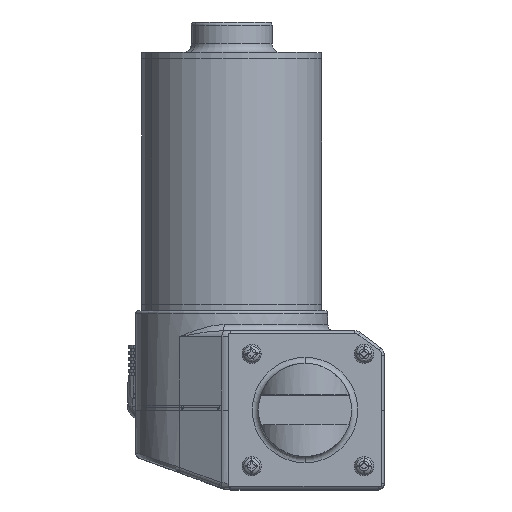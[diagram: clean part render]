
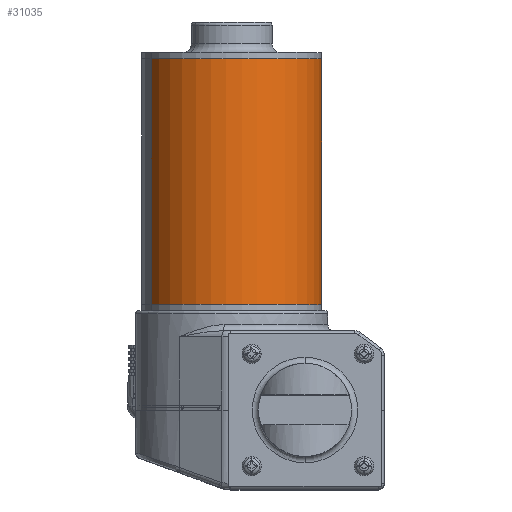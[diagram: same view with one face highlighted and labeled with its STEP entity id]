
A CAD part, top view. The second image highlights one B-rep face of the part: STEP entity #31035.
In plain terms, the highlighted cylindrical face has radius 29.5 mm (diameter 59 mm), a partial arc.
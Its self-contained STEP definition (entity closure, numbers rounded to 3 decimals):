
#182 = VECTOR ( 'NONE', #15020, 1000. ) ;
#351 = CARTESIAN_POINT ( 'NONE',  ( 0., 0., 80.5 ) ) ;
#933 = DIRECTION ( 'NONE',  ( 0., 0., -1. ) ) ;
#2767 = DIRECTION ( 'NONE',  ( 1., 0., 0. ) ) ;
#2780 = LINE ( 'NONE', #22801, #21172 ) ;
#3464 = CIRCLE ( 'NONE', #27259, 29.5 ) ;
#5006 = CARTESIAN_POINT ( 'NONE',  ( 0., 0., 0. ) ) ;
#7351 = CARTESIAN_POINT ( 'NONE',  ( 29.5, 0., 0. ) ) ;
#7391 = DIRECTION ( 'NONE',  ( 1., 0., 0. ) ) ;
#7910 = CARTESIAN_POINT ( 'NONE',  ( -29.5, 0., 80.5 ) ) ;
#8992 = VERTEX_POINT ( 'NONE', #7351 ) ;
#9710 = ORIENTED_EDGE ( 'NONE', *, *, #26417, .T. ) ;
#11081 = CARTESIAN_POINT ( 'NONE',  ( 29.5, 0., 80.5 ) ) ;
#11671 = CYLINDRICAL_SURFACE ( 'NONE', #14479, 29.5 ) ;
#12432 = FACE_OUTER_BOUND ( 'NONE', #19943, .T. ) ;
#12746 = CARTESIAN_POINT ( 'NONE',  ( -29.5, 0., 0. ) ) ;
#12897 = DIRECTION ( 'NONE',  ( -1., 0., 0. ) ) ;
#13158 = VERTEX_POINT ( 'NONE', #18511 ) ;
#13707 = LINE ( 'NONE', #7910, #182 ) ;
#14479 = AXIS2_PLACEMENT_3D ( 'NONE', #29683, #933, #12897 ) ;
#15020 = DIRECTION ( 'NONE',  ( 0., 0., -1. ) ) ;
#15731 = VERTEX_POINT ( 'NONE', #11081 ) ;
#16099 = VERTEX_POINT ( 'NONE', #12746 ) ;
#17111 = DIRECTION ( 'NONE',  ( 0., 0., 1. ) ) ;
#18047 = DIRECTION ( 'NONE',  ( 0., 0., -1. ) ) ;
#18511 = CARTESIAN_POINT ( 'NONE',  ( -29.5, 0., 80.5 ) ) ;
#19943 = EDGE_LOOP ( 'NONE', ( #26526, #23850, #9710, #30522 ) ) ;
#20438 = AXIS2_PLACEMENT_3D ( 'NONE', #5006, #21788, #7391 ) ;
#21172 = VECTOR ( 'NONE', #18047, 1000. ) ;
#21788 = DIRECTION ( 'NONE',  ( 0., 0., 1. ) ) ;
#22764 = EDGE_CURVE ( 'NONE', #15731, #8992, #2780, .T. ) ;
#22801 = CARTESIAN_POINT ( 'NONE',  ( 29.5, 0., 80.5 ) ) ;
#23850 = ORIENTED_EDGE ( 'NONE', *, *, #22764, .T. ) ;
#24584 = EDGE_CURVE ( 'NONE', #15731, #13158, #3464, .T. ) ;
#25532 = CIRCLE ( 'NONE', #20438, 29.5 ) ;
#26417 = EDGE_CURVE ( 'NONE', #8992, #16099, #25532, .T. ) ;
#26526 = ORIENTED_EDGE ( 'NONE', *, *, #24584, .F. ) ;
#27259 = AXIS2_PLACEMENT_3D ( 'NONE', #351, #17111, #2767 ) ;
#29683 = CARTESIAN_POINT ( 'NONE',  ( 0., 0., 80.5 ) ) ;
#29874 = EDGE_CURVE ( 'NONE', #13158, #16099, #13707, .T. ) ;
#30522 = ORIENTED_EDGE ( 'NONE', *, *, #29874, .F. ) ;
#31035 = ADVANCED_FACE ( 'NONE', ( #12432 ), #11671, .T. ) ;
